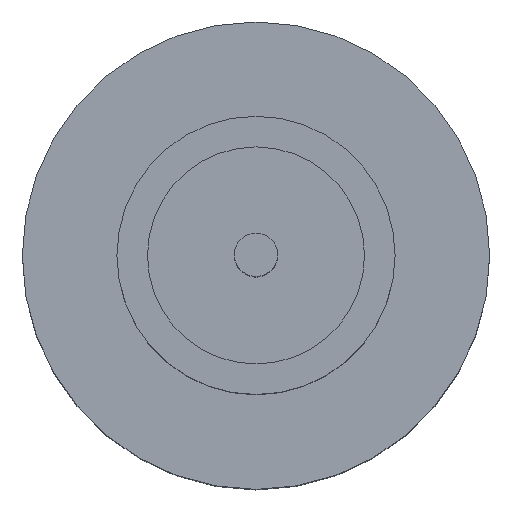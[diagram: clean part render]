
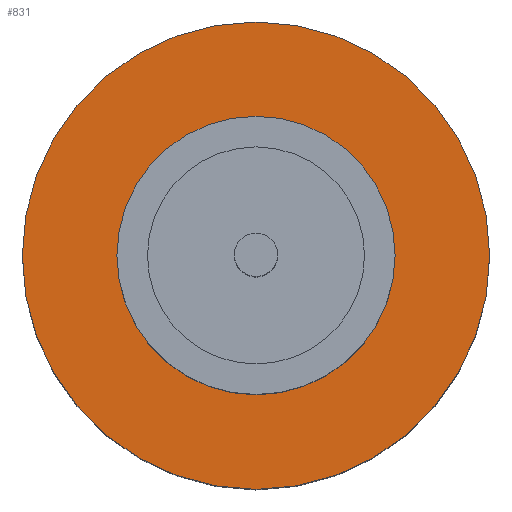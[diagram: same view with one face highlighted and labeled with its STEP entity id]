
A CAD part, top view. The second image highlights one B-rep face of the part: STEP entity #831.
In plain terms, the highlighted planar face has unit normal (0, 0, 1).
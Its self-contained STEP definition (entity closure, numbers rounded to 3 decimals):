
#21 = CARTESIAN_POINT ( 'NONE',  ( 1.25, 0., 1.55 ) ) ;
#31 = VERTEX_POINT ( 'NONE', #782 ) ;
#87 = EDGE_CURVE ( 'NONE', #31, #908, #120, .T. ) ;
#101 = EDGE_CURVE ( 'NONE', #846, #149, #170, .T. ) ;
#120 = CIRCLE ( 'NONE', #480, 1.25 ) ;
#126 = DIRECTION ( 'NONE',  ( 0., 0., 1. ) ) ;
#137 = CARTESIAN_POINT ( 'NONE',  ( 2.1, 0., 1.55 ) ) ;
#144 = DIRECTION ( 'NONE',  ( 0., 0., 1. ) ) ;
#149 = VERTEX_POINT ( 'NONE', #137 ) ;
#170 = CIRCLE ( 'NONE', #438, 2.1 ) ;
#174 = CIRCLE ( 'NONE', #672, 2.1 ) ;
#206 = DIRECTION ( 'NONE',  ( 1., 0., 0. ) ) ;
#217 = DIRECTION ( 'NONE',  ( 1., 0., 0. ) ) ;
#233 = DIRECTION ( 'NONE',  ( 0., 0., 1. ) ) ;
#239 = CARTESIAN_POINT ( 'NONE',  ( -2.1, 0., 1.55 ) ) ;
#262 = EDGE_LOOP ( 'NONE', ( #333, #587 ) ) ;
#280 = CARTESIAN_POINT ( 'NONE',  ( 0., 0., 1.55 ) ) ;
#284 = CARTESIAN_POINT ( 'NONE',  ( 0., 0., 1.55 ) ) ;
#333 = ORIENTED_EDGE ( 'NONE', *, *, #546, .F. ) ;
#334 = AXIS2_PLACEMENT_3D ( 'NONE', #714, #425, #495 ) ;
#398 = CARTESIAN_POINT ( 'NONE',  ( 0., 0., 1.55 ) ) ;
#425 = DIRECTION ( 'NONE',  ( 0., 0., 1. ) ) ;
#438 = AXIS2_PLACEMENT_3D ( 'NONE', #280, #126, #206 ) ;
#447 = FACE_OUTER_BOUND ( 'NONE', #524, .T. ) ;
#459 = DIRECTION ( 'NONE',  ( 1., 0., 0. ) ) ;
#480 = AXIS2_PLACEMENT_3D ( 'NONE', #284, #730, #573 ) ;
#481 = CIRCLE ( 'NONE', #334, 1.25 ) ;
#495 = DIRECTION ( 'NONE',  ( 1., 0., 0. ) ) ;
#509 = PLANE ( 'NONE',  #685 ) ;
#524 = EDGE_LOOP ( 'NONE', ( #791, #780 ) ) ;
#546 = EDGE_CURVE ( 'NONE', #908, #31, #481, .T. ) ;
#573 = DIRECTION ( 'NONE',  ( 1., 0., 0. ) ) ;
#587 = ORIENTED_EDGE ( 'NONE', *, *, #87, .F. ) ;
#590 = CARTESIAN_POINT ( 'NONE',  ( 0., 0., 1.55 ) ) ;
#672 = AXIS2_PLACEMENT_3D ( 'NONE', #398, #233, #459 ) ;
#685 = AXIS2_PLACEMENT_3D ( 'NONE', #590, #144, #217 ) ;
#714 = CARTESIAN_POINT ( 'NONE',  ( 0., 0., 1.55 ) ) ;
#730 = DIRECTION ( 'NONE',  ( 0., 0., 1. ) ) ;
#780 = ORIENTED_EDGE ( 'NONE', *, *, #901, .T. ) ;
#782 = CARTESIAN_POINT ( 'NONE',  ( -1.25, 0., 1.55 ) ) ;
#791 = ORIENTED_EDGE ( 'NONE', *, *, #101, .T. ) ;
#831 = ADVANCED_FACE ( 'NONE', ( #838, #447 ), #509, .T. ) ;
#838 = FACE_BOUND ( 'NONE', #262, .T. ) ;
#846 = VERTEX_POINT ( 'NONE', #239 ) ;
#901 = EDGE_CURVE ( 'NONE', #149, #846, #174, .T. ) ;
#908 = VERTEX_POINT ( 'NONE', #21 ) ;
